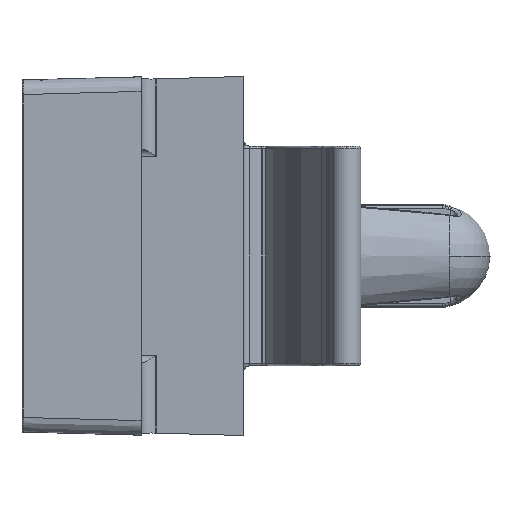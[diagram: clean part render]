
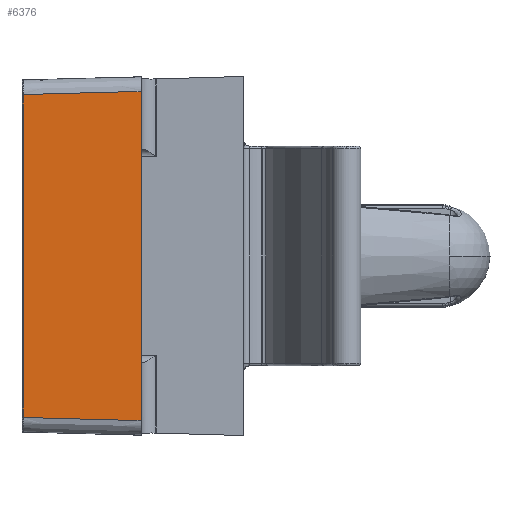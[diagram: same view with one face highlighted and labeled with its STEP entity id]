
A CAD part, left-side view. The second image highlights one B-rep face of the part: STEP entity #6376.
In plain terms, the highlighted planar face has unit normal (-1, 0, 0).
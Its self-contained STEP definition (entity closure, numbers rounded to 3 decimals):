
#87 = DIRECTION ( 'NONE',  ( 0., 0., -1. ) ) ;
#171 = ORIENTED_EDGE ( 'NONE', *, *, #17355, .F. ) ;
#660 = CARTESIAN_POINT ( 'NONE',  ( -20., 5., -7.287 ) ) ;
#950 = AXIS2_PLACEMENT_3D ( 'NONE', #6744, #17859, #8369 ) ;
#1096 = LINE ( 'NONE', #660, #12792 ) ;
#1125 = CARTESIAN_POINT ( 'NONE',  ( -20., 9.048, 11.118 ) ) ;
#1229 = VERTEX_POINT ( 'NONE', #4590 ) ;
#1494 = CARTESIAN_POINT ( 'NONE',  ( -20., 13.017, -11.014 ) ) ;
#1905 = VECTOR ( 'NONE', #9464, 1000. ) ;
#2718 = CARTESIAN_POINT ( 'NONE',  ( -20., 11.152, 11.063 ) ) ;
#2843 = ORIENTED_EDGE ( 'NONE', *, *, #16313, .T. ) ;
#2866 = VERTEX_POINT ( 'NONE', #17171 ) ;
#3086 = CARTESIAN_POINT ( 'NONE',  ( -20., 12.384, -11.03 ) ) ;
#3466 = VECTOR ( 'NONE', #87, 1000. ) ;
#3467 = FACE_OUTER_BOUND ( 'NONE', #15703, .T. ) ;
#4209 = ORIENTED_EDGE ( 'NONE', *, *, #20038, .T. ) ;
#4321 = CARTESIAN_POINT ( 'NONE',  ( -20., 12.395, 11.03 ) ) ;
#4590 = CARTESIAN_POINT ( 'NONE',  ( -20., 13.017, -10. ) ) ;
#4681 = CARTESIAN_POINT ( 'NONE',  ( -20., 11.117, -11.064 ) ) ;
#5416 = B_SPLINE_CURVE_WITH_KNOTS ( 'NONE', 3,
 ( #9020, #18555, #20158, #10620, #1125, #12245, #2718, #13854, #4321, #15434 ),
 .UNSPECIFIED., .F., .F.,
 ( 4, 3, 3, 4 ),
 ( 0.007, 0.01, 0.013, 0.015 ),
 .UNSPECIFIED. ) ;
#6263 = CARTESIAN_POINT ( 'NONE',  ( -20., 7.039, -11.171 ) ) ;
#6376 = ADVANCED_FACE ( 'NONE', ( #3467 ), #9853, .T. ) ;
#6744 = CARTESIAN_POINT ( 'NONE',  ( -20., 33.285, 10. ) ) ;
#6803 = VERTEX_POINT ( 'NONE', #17647 ) ;
#7702 = LINE ( 'NONE', #14363, #3466 ) ;
#8369 = DIRECTION ( 'NONE',  ( 0., -1., 0. ) ) ;
#9020 = CARTESIAN_POINT ( 'NONE',  ( -20., 5., 11.224 ) ) ;
#9358 = ORIENTED_EDGE ( 'NONE', *, *, #11320, .T. ) ;
#9464 = DIRECTION ( 'NONE',  ( 0., 0., -1. ) ) ;
#9814 = CARTESIAN_POINT ( 'NONE',  ( -20., 13.017, 10. ) ) ;
#9853 = PLANE ( 'NONE',  #950 ) ;
#10330 = LINE ( 'NONE', #19015, #1905 ) ;
#10413 = CARTESIAN_POINT ( 'NONE',  ( -20., 5., 11.224 ) ) ;
#10547 = ORIENTED_EDGE ( 'NONE', *, *, #12926, .T. ) ;
#10620 = CARTESIAN_POINT ( 'NONE',  ( -20., 7.997, 11.146 ) ) ;
#10868 = VECTOR ( 'NONE', #11437, 1000. ) ;
#11320 = EDGE_CURVE ( 'NONE', #1229, #16254, #15117, .T. ) ;
#11437 = DIRECTION ( 'NONE',  ( 0., 0., -1. ) ) ;
#12004 = VERTEX_POINT ( 'NONE', #10413 ) ;
#12096 = B_SPLINE_CURVE_WITH_KNOTS ( 'NONE', 3,
 ( #1494, #3086, #14221, #4681, #15795, #6263, #17397 ),
 .UNSPECIFIED., .F., .F.,
 ( 4, 3, 4 ),
 ( 0., 0.002, 0.008 ),
 .UNSPECIFIED. ) ;
#12245 = CARTESIAN_POINT ( 'NONE',  ( -20., 10.1, 11.09 ) ) ;
#12610 = EDGE_CURVE ( 'NONE', #18727, #1229, #10330, .T. ) ;
#12661 = ORIENTED_EDGE ( 'NONE', *, *, #12610, .T. ) ;
#12792 = VECTOR ( 'NONE', #18093, 1000. ) ;
#12926 = EDGE_CURVE ( 'NONE', #16254, #2866, #12096, .T. ) ;
#13854 = CARTESIAN_POINT ( 'NONE',  ( -20., 11.773, 11.046 ) ) ;
#14221 = CARTESIAN_POINT ( 'NONE',  ( -20., 11.75, -11.047 ) ) ;
#14363 = CARTESIAN_POINT ( 'NONE',  ( -20., 13.017, 10. ) ) ;
#15117 = LINE ( 'NONE', #9814, #10868 ) ;
#15434 = CARTESIAN_POINT ( 'NONE',  ( -20., 13.017, 11.014 ) ) ;
#15703 = EDGE_LOOP ( 'NONE', ( #171, #4209, #2843, #12661, #9358, #10547 ) ) ;
#15795 = CARTESIAN_POINT ( 'NONE',  ( -20., 9.078, -11.117 ) ) ;
#16254 = VERTEX_POINT ( 'NONE', #19003 ) ;
#16313 = EDGE_CURVE ( 'NONE', #6803, #18727, #7702, .T. ) ;
#17171 = CARTESIAN_POINT ( 'NONE',  ( -20., 5., -11.224 ) ) ;
#17355 = EDGE_CURVE ( 'NONE', #12004, #2866, #1096, .T. ) ;
#17397 = CARTESIAN_POINT ( 'NONE',  ( -20., 5., -11.224 ) ) ;
#17647 = CARTESIAN_POINT ( 'NONE',  ( -20., 13.017, 11.014 ) ) ;
#17859 = DIRECTION ( 'NONE',  ( -1., 0., 0. ) ) ;
#18093 = DIRECTION ( 'NONE',  ( 0., 0., -1. ) ) ;
#18555 = CARTESIAN_POINT ( 'NONE',  ( -20., 5.999, 11.198 ) ) ;
#18557 = CARTESIAN_POINT ( 'NONE',  ( -20., 13.017, 10. ) ) ;
#18727 = VERTEX_POINT ( 'NONE', #18557 ) ;
#19003 = CARTESIAN_POINT ( 'NONE',  ( -20., 13.017, -11.014 ) ) ;
#19015 = CARTESIAN_POINT ( 'NONE',  ( -20., 13.017, 10. ) ) ;
#20038 = EDGE_CURVE ( 'NONE', #12004, #6803, #5416, .T. ) ;
#20158 = CARTESIAN_POINT ( 'NONE',  ( -20., 6.998, 11.172 ) ) ;
